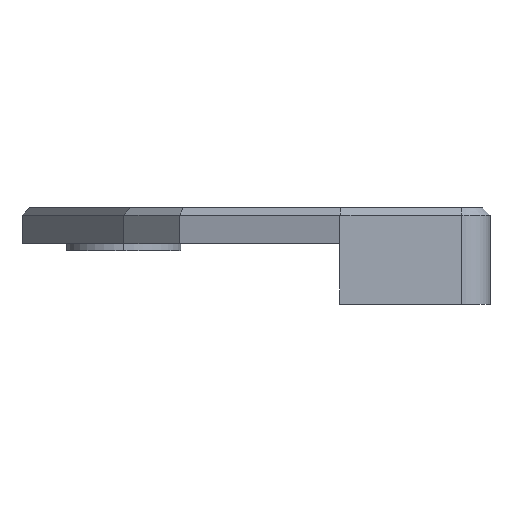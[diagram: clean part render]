
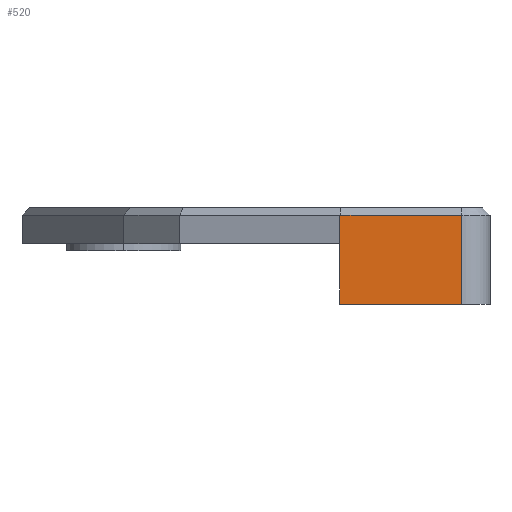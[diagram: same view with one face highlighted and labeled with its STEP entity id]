
A CAD part, left-side view. The second image highlights one B-rep face of the part: STEP entity #520.
In plain terms, the highlighted planar face has unit normal (-1, 0, 0).
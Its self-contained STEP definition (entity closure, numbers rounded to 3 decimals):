
#96 = EDGE_LOOP ( 'NONE', ( #1883, #5002, #3784, #1924, #1276 ) ) ;
#218 = EDGE_CURVE ( 'NONE', #3638, #1246, #4983, .T. ) ;
#314 = VECTOR ( 'NONE', #407, 1000. ) ;
#407 = DIRECTION ( 'NONE',  ( 0., 0., 1. ) ) ;
#442 = CARTESIAN_POINT ( 'NONE',  ( -29.441, 0., 4. ) ) ;
#507 = AXIS2_PLACEMENT_3D ( 'NONE', #3937, #816, #2405 ) ;
#520 = ADVANCED_FACE ( 'NONE', ( #2357 ), #4295, .T. ) ;
#578 = DIRECTION ( 'NONE',  ( 0., 0., 1. ) ) ;
#714 = VECTOR ( 'NONE', #1921, 1000. ) ;
#754 = DIRECTION ( 'NONE',  ( 0., 1., 0. ) ) ;
#816 = DIRECTION ( 'NONE',  ( -1., 0., 0. ) ) ;
#916 = CARTESIAN_POINT ( 'NONE',  ( -29.441, -8.128, -8.45 ) ) ;
#1054 = EDGE_CURVE ( 'NONE', #1246, #2833, #4313, .T. ) ;
#1246 = VERTEX_POINT ( 'NONE', #4279 ) ;
#1276 = ORIENTED_EDGE ( 'NONE', *, *, #4938, .T. ) ;
#1656 = LINE ( 'NONE', #3973, #314 ) ;
#1782 = EDGE_CURVE ( 'NONE', #4662, #4345, #3597, .T. ) ;
#1797 = CARTESIAN_POINT ( 'NONE',  ( -29.441, -4.15, -8.45 ) ) ;
#1883 = ORIENTED_EDGE ( 'NONE', *, *, #218, .T. ) ;
#1921 = DIRECTION ( 'NONE',  ( 0., 0., 1. ) ) ;
#1924 = ORIENTED_EDGE ( 'NONE', *, *, #1782, .F. ) ;
#2168 = LINE ( 'NONE', #916, #4305 ) ;
#2356 = CARTESIAN_POINT ( 'NONE',  ( -29.441, 12.85, 0. ) ) ;
#2357 = FACE_OUTER_BOUND ( 'NONE', #96, .T. ) ;
#2405 = DIRECTION ( 'NONE',  ( 0., 0., 1. ) ) ;
#2555 = DIRECTION ( 'NONE',  ( 0., -1., 0. ) ) ;
#2833 = VERTEX_POINT ( 'NONE', #3633 ) ;
#3042 = CARTESIAN_POINT ( 'NONE',  ( -29.441, 12.85, -8.45 ) ) ;
#3073 = VECTOR ( 'NONE', #754, 1000. ) ;
#3311 = CARTESIAN_POINT ( 'NONE',  ( -29.441, -4.15, -16.45 ) ) ;
#3597 = LINE ( 'NONE', #4351, #714 ) ;
#3633 = CARTESIAN_POINT ( 'NONE',  ( -29.441, 12.85, 4. ) ) ;
#3638 = VERTEX_POINT ( 'NONE', #1797 ) ;
#3784 = ORIENTED_EDGE ( 'NONE', *, *, #4129, .F. ) ;
#3937 = CARTESIAN_POINT ( 'NONE',  ( -29.441, 0., 5. ) ) ;
#3973 = CARTESIAN_POINT ( 'NONE',  ( -29.441, 12.85, -28.563 ) ) ;
#3988 = VECTOR ( 'NONE', #578, 1000. ) ;
#4129 = EDGE_CURVE ( 'NONE', #4345, #2833, #1656, .T. ) ;
#4279 = CARTESIAN_POINT ( 'NONE',  ( -29.441, -4.15, 4. ) ) ;
#4295 = PLANE ( 'NONE',  #507 ) ;
#4305 = VECTOR ( 'NONE', #2555, 1000. ) ;
#4313 = LINE ( 'NONE', #442, #3073 ) ;
#4345 = VERTEX_POINT ( 'NONE', #2356 ) ;
#4351 = CARTESIAN_POINT ( 'NONE',  ( -29.441, 12.85, -31.49 ) ) ;
#4662 = VERTEX_POINT ( 'NONE', #3042 ) ;
#4938 = EDGE_CURVE ( 'NONE', #4662, #3638, #2168, .T. ) ;
#4983 = LINE ( 'NONE', #3311, #3988 ) ;
#5002 = ORIENTED_EDGE ( 'NONE', *, *, #1054, .T. ) ;
